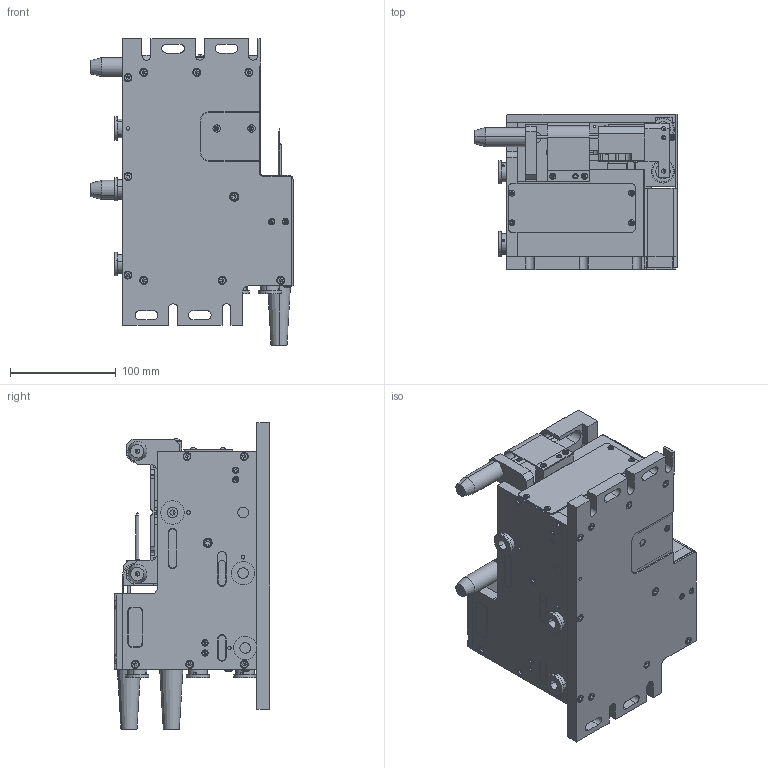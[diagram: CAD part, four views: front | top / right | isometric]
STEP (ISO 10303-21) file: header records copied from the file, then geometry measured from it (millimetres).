
FILE_DESCRIPTION (( 'STEP AP214' ), '1' );
FILE_NAME ('12914-E0W.step', '2007-11-13T06:28:26', ( ' ' ), ( ' ' ), 'SwSTEP 2.0', 'SolidWorks 2007', '' );
FILE_SCHEMA (( 'AUTOMOTIVE_DESIGN' ));
Length unit declared in the file: inch
Products named in the file (1): 12914-E0W
Bounding box: 191 x 147.4 x 290 mm (x, y, z)
Surface area: 408411.7 mm2 (no closed solid volume)
Topology: 0 solids, 155 shells, 1185 faces, 4048 edges, 2905 vertices
Faces by surface type: plane 615, cylinder 410, cone 122, sphere 30, bspline 6, torus 2
Entity records: 73875 total; most frequent: CARTESIAN_POINT 22930, DIRECTION 7745, ORIENTED_EDGE 6261, EDGE_CURVE 3990, VERTEX_POINT 2905, AXIS2_PLACEMENT_3D 2722, VECTOR 2301, LINE 2301
